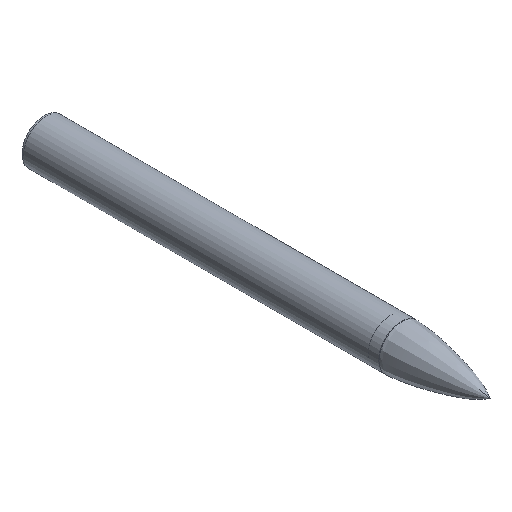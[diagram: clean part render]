
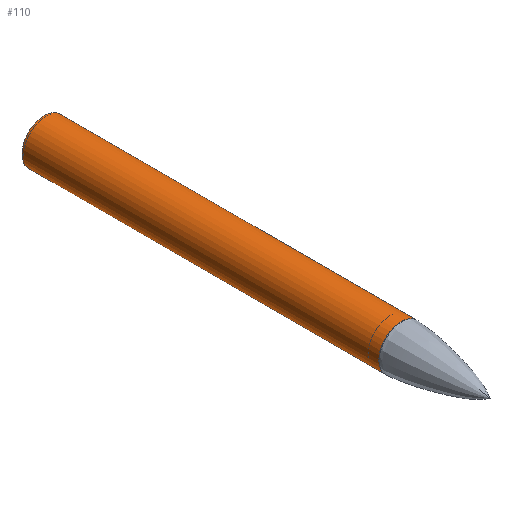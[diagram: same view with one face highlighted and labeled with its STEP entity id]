
A CAD part, isometric view. The second image highlights one B-rep face of the part: STEP entity #110.
In plain terms, the highlighted cylindrical face has radius 38.1 mm (diameter 76.2 mm), a full revolution.
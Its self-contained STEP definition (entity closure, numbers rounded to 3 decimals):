
#23=LINE('',#501,#26);
#26=VECTOR('',#172,38.1);
#29=CYLINDRICAL_SURFACE('',#139,38.1);
#37=FACE_OUTER_BOUND('',#47,.T.);
#47=EDGE_LOOP('',(#92,#93,#94,#95));
#54=CIRCLE('',#136,38.1);
#56=CIRCLE('',#140,38.1);
#62=VERTEX_POINT('',#493);
#64=VERTEX_POINT('',#500);
#71=EDGE_CURVE('',#62,#62,#54,.T.);
#74=EDGE_CURVE('',#62,#64,#23,.T.);
#75=EDGE_CURVE('',#64,#64,#56,.T.);
#92=ORIENTED_EDGE('',*,*,#71,.F.);
#93=ORIENTED_EDGE('',*,*,#74,.T.);
#94=ORIENTED_EDGE('',*,*,#75,.T.);
#95=ORIENTED_EDGE('',*,*,#74,.F.);
#110=ADVANCED_FACE('',(#37),#29,.T.);
#136=AXIS2_PLACEMENT_3D('',#494,#163,#164);
#139=AXIS2_PLACEMENT_3D('',#499,#170,#171);
#140=AXIS2_PLACEMENT_3D('',#502,#173,#174);
#163=DIRECTION('center_axis',(0.,1.,0.));
#164=DIRECTION('ref_axis',(-1.,0.,0.));
#170=DIRECTION('center_axis',(0.,1.,0.));
#171=DIRECTION('ref_axis',(1.,0.,0.));
#172=DIRECTION('',(0.,-1.,0.));
#173=DIRECTION('center_axis',(0.,1.,0.));
#174=DIRECTION('ref_axis',(1.,0.,0.));
#493=CARTESIAN_POINT('',(-38.1,611.6,0.));
#494=CARTESIAN_POINT('Origin',(0.,611.6,0.));
#499=CARTESIAN_POINT('Origin',(0.,0.,0.));
#500=CARTESIAN_POINT('',(-38.1,0.,0.));
#501=CARTESIAN_POINT('',(-38.1,0.,0.));
#502=CARTESIAN_POINT('Origin',(0.,0.,0.));
